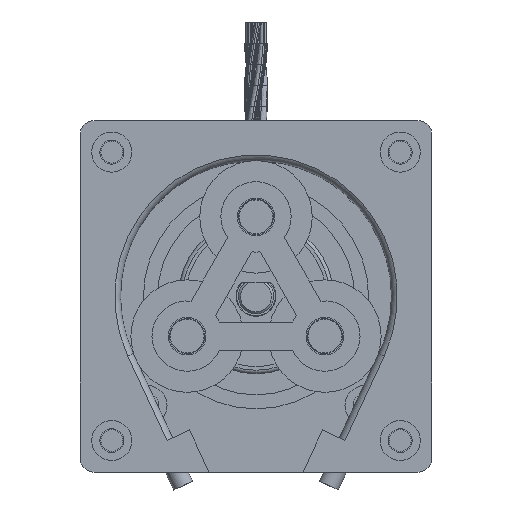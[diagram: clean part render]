
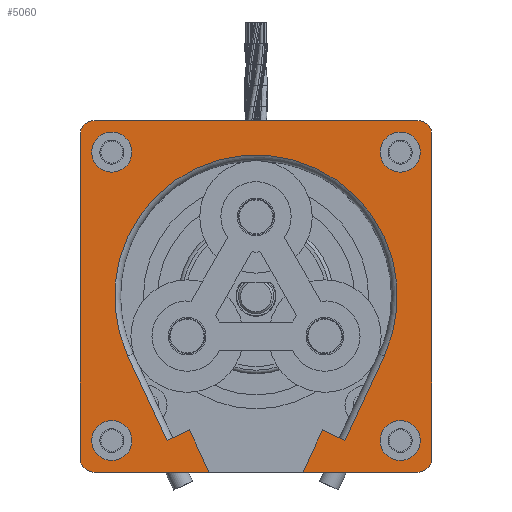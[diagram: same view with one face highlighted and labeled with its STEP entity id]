
A CAD part, front view. The second image highlights one B-rep face of the part: STEP entity #5060.
In plain terms, the highlighted planar face has unit normal (0, -1, 0).
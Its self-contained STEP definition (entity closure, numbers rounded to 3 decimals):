
#3234=FACE_BOUND('',#6968,.T.);
#3235=FACE_BOUND('',#6969,.T.);
#3236=FACE_BOUND('',#6970,.T.);
#3237=FACE_BOUND('',#6971,.T.);
#3238=FACE_BOUND('',#6972,.T.);
#4252=CIRCLE('',#16356,20.1);
#4253=CIRCLE('',#16363,2.);
#4254=CIRCLE('',#16364,2.);
#4255=CIRCLE('',#16365,2.);
#4256=CIRCLE('',#16366,2.);
#4257=CIRCLE('',#16367,2.85);
#4258=CIRCLE('',#16368,2.85);
#4259=CIRCLE('',#16369,2.85);
#4260=CIRCLE('',#16370,2.85);
#5060=ADVANCED_FACE('',(#3234,#3235,#3236,#3237,#3238),#5334,.F.);
#5334=PLANE('',#16371);
#6968=EDGE_LOOP('',(#10430,#10431,#10432,#10433,#10434,#10435,#10436,#10437,
#10438,#10439,#10440,#10441,#10442,#10443,#10444,#10445));
#6969=EDGE_LOOP('',(#10446));
#6970=EDGE_LOOP('',(#10447));
#6971=EDGE_LOOP('',(#10448));
#6972=EDGE_LOOP('',(#10449));
#10430=ORIENTED_EDGE('',*,*,#13494,.T.);
#10431=ORIENTED_EDGE('',*,*,#13478,.F.);
#10432=ORIENTED_EDGE('',*,*,#13495,.T.);
#10433=ORIENTED_EDGE('',*,*,#13490,.F.);
#10434=ORIENTED_EDGE('',*,*,#13496,.T.);
#10435=ORIENTED_EDGE('',*,*,#13486,.F.);
#10436=ORIENTED_EDGE('',*,*,#13497,.T.);
#10437=ORIENTED_EDGE('',*,*,#13484,.F.);
#10438=ORIENTED_EDGE('',*,*,#13498,.T.);
#10439=ORIENTED_EDGE('',*,*,#13471,.F.);
#10440=ORIENTED_EDGE('',*,*,#13499,.F.);
#10441=ORIENTED_EDGE('',*,*,#13500,.T.);
#10442=ORIENTED_EDGE('',*,*,#13449,.F.);
#10443=ORIENTED_EDGE('',*,*,#13467,.F.);
#10444=ORIENTED_EDGE('',*,*,#13461,.F.);
#10445=ORIENTED_EDGE('',*,*,#13501,.F.);
#10446=ORIENTED_EDGE('',*,*,#13502,.F.);
#10447=ORIENTED_EDGE('',*,*,#13503,.F.);
#10448=ORIENTED_EDGE('',*,*,#13504,.F.);
#10449=ORIENTED_EDGE('',*,*,#13505,.F.);
#11687=VERTEX_POINT('',#32772);
#11688=VERTEX_POINT('',#32773);
#11697=VERTEX_POINT('',#32798);
#11698=VERTEX_POINT('',#32800);
#11702=VERTEX_POINT('',#32816);
#11703=VERTEX_POINT('',#32818);
#11709=VERTEX_POINT('',#32831);
#11710=VERTEX_POINT('',#32833);
#11714=VERTEX_POINT('',#32843);
#11715=VERTEX_POINT('',#32845);
#11716=VERTEX_POINT('',#32849);
#11717=VERTEX_POINT('',#32850);
#11720=VERTEX_POINT('',#32858);
#11721=VERTEX_POINT('',#32859);
#11724=VERTEX_POINT('',#32867);
#11725=VERTEX_POINT('',#32873);
#11726=VERTEX_POINT('',#32877);
#11727=VERTEX_POINT('',#32879);
#11728=VERTEX_POINT('',#32881);
#11729=VERTEX_POINT('',#32883);
#13449=EDGE_CURVE('',#11687,#11688,#14279,.T.);
#13461=EDGE_CURVE('',#11697,#11698,#14283,.T.);
#13467=EDGE_CURVE('',#11698,#11687,#4252,.T.);
#13471=EDGE_CURVE('',#11702,#11703,#14289,.T.);
#13478=EDGE_CURVE('',#11709,#11710,#14296,.T.);
#13484=EDGE_CURVE('',#11714,#11715,#14302,.T.);
#13486=EDGE_CURVE('',#11716,#11717,#14304,.T.);
#13490=EDGE_CURVE('',#11720,#11721,#14308,.T.);
#13494=EDGE_CURVE('',#11724,#11710,#14312,.T.);
#13495=EDGE_CURVE('',#11709,#11721,#4253,.T.);
#13496=EDGE_CURVE('',#11720,#11717,#4254,.T.);
#13497=EDGE_CURVE('',#11716,#11715,#4255,.T.);
#13498=EDGE_CURVE('',#11714,#11703,#4256,.T.);
#13499=EDGE_CURVE('',#11725,#11702,#14313,.T.);
#13500=EDGE_CURVE('',#11725,#11688,#14314,.T.);
#13501=EDGE_CURVE('',#11724,#11697,#14315,.T.);
#13502=EDGE_CURVE('',#11726,#11726,#4257,.T.);
#13503=EDGE_CURVE('',#11727,#11727,#4258,.T.);
#13504=EDGE_CURVE('',#11728,#11728,#4259,.T.);
#13505=EDGE_CURVE('',#11729,#11729,#4260,.T.);
#14279=LINE('',#32771,#15059);
#14283=LINE('',#32799,#15063);
#14289=LINE('',#32817,#15069);
#14296=LINE('',#32832,#15076);
#14302=LINE('',#32844,#15082);
#14304=LINE('',#32848,#15084);
#14308=LINE('',#32857,#15088);
#14312=LINE('',#32866,#15092);
#14313=LINE('',#32872,#15093);
#14314=LINE('',#32874,#15094);
#14315=LINE('',#32875,#15095);
#15059=VECTOR('',#19580,1.);
#15063=VECTOR('',#19610,1.);
#15069=VECTOR('',#19630,1.);
#15076=VECTOR('',#19639,1.);
#15082=VECTOR('',#19647,1.);
#15084=VECTOR('',#19651,1.);
#15088=VECTOR('',#19657,1.);
#15092=VECTOR('',#19663,1.);
#15093=VECTOR('',#19672,1.);
#15094=VECTOR('',#19673,1.);
#15095=VECTOR('',#19674,1.);
#16356=AXIS2_PLACEMENT_3D('',#32809,#19623,#19624);
#16363=AXIS2_PLACEMENT_3D('',#32868,#19664,#19665);
#16364=AXIS2_PLACEMENT_3D('',#32869,#19666,#19667);
#16365=AXIS2_PLACEMENT_3D('',#32870,#19668,#19669);
#16366=AXIS2_PLACEMENT_3D('',#32871,#19670,#19671);
#16367=AXIS2_PLACEMENT_3D('',#32876,#19675,#19676);
#16368=AXIS2_PLACEMENT_3D('',#32878,#19677,#19678);
#16369=AXIS2_PLACEMENT_3D('',#32880,#19679,#19680);
#16370=AXIS2_PLACEMENT_3D('',#32882,#19681,#19682);
#16371=AXIS2_PLACEMENT_3D('',#32884,#19683,#19684);
#19580=DIRECTION('',(0.423,0.,-0.906));
#19610=DIRECTION('',(0.423,0.,0.906));
#19623=DIRECTION('',(0.,-1.,0.));
#19624=DIRECTION('',(0.,0.,1.));
#19630=DIRECTION('',(-1.,0.,0.));
#19639=DIRECTION('',(-1.,0.,0.));
#19647=DIRECTION('',(0.,0.,1.));
#19651=DIRECTION('',(1.,0.,0.));
#19657=DIRECTION('',(0.,0.,-1.));
#19663=DIRECTION('',(-0.423,0.,-0.906));
#19664=DIRECTION('',(0.,-1.,0.));
#19665=DIRECTION('',(0.,0.,1.));
#19666=DIRECTION('',(0.,-1.,0.));
#19667=DIRECTION('',(0.,0.,1.));
#19668=DIRECTION('',(0.,-1.,0.));
#19669=DIRECTION('',(0.,0.,1.));
#19670=DIRECTION('',(0.,-1.,0.));
#19671=DIRECTION('',(0.,0.,1.));
#19672=DIRECTION('',(0.423,0.,-0.906));
#19673=DIRECTION('',(-0.906,0.,-0.423));
#19674=DIRECTION('',(0.906,0.,-0.423));
#19675=DIRECTION('',(0.,-1.,0.));
#19676=DIRECTION('',(1.,0.,0.));
#19677=DIRECTION('',(0.,-1.,0.));
#19678=DIRECTION('',(1.,0.,0.));
#19679=DIRECTION('',(0.,-1.,0.));
#19680=DIRECTION('',(1.,0.,0.));
#19681=DIRECTION('',(0.,-1.,0.));
#19682=DIRECTION('',(1.,0.,0.));
#19683=DIRECTION('',(0.,1.,0.));
#19684=DIRECTION('',(0.,0.,1.));
#32771=CARTESIAN_POINT('',(-18.217,-7.5,-8.495));
#32772=CARTESIAN_POINT('',(-18.217,-7.5,-8.495));
#32773=CARTESIAN_POINT('',(-12.633,-7.5,-20.468));
#32798=CARTESIAN_POINT('',(12.633,-7.5,-20.468));
#32799=CARTESIAN_POINT('',(18.217,-7.5,-8.495));
#32800=CARTESIAN_POINT('',(18.217,-7.5,-8.495));
#32809=CARTESIAN_POINT('',(0.,-7.5,0.));
#32816=CARTESIAN_POINT('',(-6.658,-7.5,-25.));
#32817=CARTESIAN_POINT('',(0.,-7.5,-25.));
#32818=CARTESIAN_POINT('',(-23.,-7.5,-25.));
#32831=CARTESIAN_POINT('',(23.,-7.5,-25.));
#32832=CARTESIAN_POINT('',(0.,-7.5,-25.));
#32833=CARTESIAN_POINT('',(6.658,-7.5,-25.));
#32843=CARTESIAN_POINT('',(-25.,-7.5,-23.));
#32844=CARTESIAN_POINT('',(-25.,-7.5,0.));
#32845=CARTESIAN_POINT('',(-25.,-7.5,23.));
#32848=CARTESIAN_POINT('',(0.,-7.5,25.));
#32849=CARTESIAN_POINT('',(-23.,-7.5,25.));
#32850=CARTESIAN_POINT('',(23.,-7.5,25.));
#32857=CARTESIAN_POINT('',(25.,-7.5,0.));
#32858=CARTESIAN_POINT('',(25.,-7.5,23.));
#32859=CARTESIAN_POINT('',(25.,-7.5,-23.));
#32866=CARTESIAN_POINT('',(9.461,-7.5,-18.989));
#32867=CARTESIAN_POINT('',(9.461,-7.5,-18.989));
#32868=CARTESIAN_POINT('',(23.,-7.5,-23.));
#32869=CARTESIAN_POINT('',(23.,-7.5,23.));
#32870=CARTESIAN_POINT('',(-23.,-7.5,23.));
#32871=CARTESIAN_POINT('',(-23.,-7.5,-23.));
#32872=CARTESIAN_POINT('',(-9.461,-7.5,-18.989));
#32873=CARTESIAN_POINT('',(-9.461,-7.5,-18.989));
#32874=CARTESIAN_POINT('',(5.584,-7.5,-11.974));
#32875=CARTESIAN_POINT('',(9.461,-7.5,-18.989));
#32876=CARTESIAN_POINT('',(-20.5,-7.5,-20.5));
#32877=CARTESIAN_POINT('',(-17.65,-7.5,-20.5));
#32878=CARTESIAN_POINT('',(20.5,-7.5,20.5));
#32879=CARTESIAN_POINT('',(23.35,-7.5,20.5));
#32880=CARTESIAN_POINT('',(20.5,-7.5,-20.5));
#32881=CARTESIAN_POINT('',(23.35,-7.5,-20.5));
#32882=CARTESIAN_POINT('',(-20.5,-7.5,20.5));
#32883=CARTESIAN_POINT('',(-17.65,-7.5,20.5));
#32884=CARTESIAN_POINT('',(0.,-7.5,0.));
